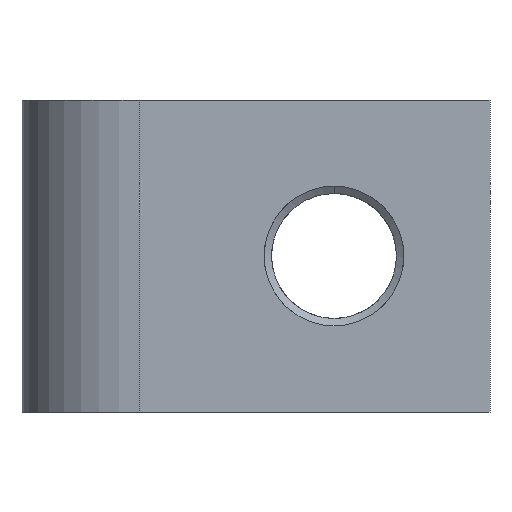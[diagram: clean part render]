
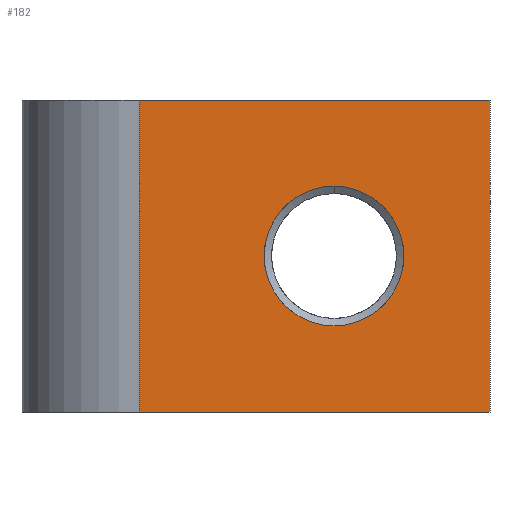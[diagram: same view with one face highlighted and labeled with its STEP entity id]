
A CAD part, front view. The second image highlights one B-rep face of the part: STEP entity #182.
In plain terms, the highlighted planar face has unit normal (0, -1, 0).
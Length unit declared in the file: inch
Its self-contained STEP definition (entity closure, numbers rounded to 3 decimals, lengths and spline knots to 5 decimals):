
#27 = EDGE_CURVE ( 'NONE', #62, #28, #391, .T. ) ;
#28 = VERTEX_POINT ( 'NONE', #387 ) ;
#62 = VERTEX_POINT ( 'NONE', #440 ) ;
#66 = EDGE_CURVE ( 'NONE', #28, #62, #432, .T. ) ;
#89 = VERTEX_POINT ( 'NONE', #514 ) ;
#109 = EDGE_CURVE ( 'NONE', #203, #189, #554, .T. ) ;
#137 = VERTEX_POINT ( 'NONE', #627 ) ;
#182 = ADVANCED_FACE ( 'NONE', ( #692, #672 ), #670, .F. ) ;
#183 = EDGE_LOOP ( 'NONE', ( #184, #185 ) ) ;
#184 = ORIENTED_EDGE ( 'NONE', *, *, #66, .T. ) ;
#185 = ORIENTED_EDGE ( 'NONE', *, *, #27, .T. ) ;
#186 = EDGE_LOOP ( 'NONE', ( #187, #190, #292, #293 ) ) ;
#187 = ORIENTED_EDGE ( 'NONE', *, *, #188, .T. ) ;
#188 = EDGE_CURVE ( 'NONE', #89, #189, #671, .T. ) ;
#189 = VERTEX_POINT ( 'NONE', #651 ) ;
#190 = ORIENTED_EDGE ( 'NONE', *, *, #109, .F. ) ;
#202 = EDGE_CURVE ( 'NONE', #137, #203, #736, .T. ) ;
#203 = VERTEX_POINT ( 'NONE', #734 ) ;
#280 = EDGE_CURVE ( 'NONE', #137, #89, #1007, .T. ) ;
#292 = ORIENTED_EDGE ( 'NONE', *, *, #202, .F. ) ;
#293 = ORIENTED_EDGE ( 'NONE', *, *, #280, .T. ) ;
#387 = CARTESIAN_POINT ( 'NONE',  ( 0.188, -0.062, 0.181 ) ) ;
#388 = DIRECTION ( 'NONE',  ( 0., 0., 1. ) ) ;
#389 = DIRECTION ( 'NONE',  ( 0., 1., 0. ) ) ;
#390 = AXIS2_PLACEMENT_3D ( 'NONE', #410, #389, #388 ) ;
#391 = CIRCLE ( 'NONE', #390, 0.056 ) ;
#410 = CARTESIAN_POINT ( 'NONE',  ( 0.188, -0.062, 0.125 ) ) ;
#428 = DIRECTION ( 'NONE',  ( 0., 0., 1. ) ) ;
#429 = DIRECTION ( 'NONE',  ( 0., 1., 0. ) ) ;
#430 = CARTESIAN_POINT ( 'NONE',  ( 0.188, -0.062, 0.125 ) ) ;
#431 = AXIS2_PLACEMENT_3D ( 'NONE', #430, #429, #428 ) ;
#432 = CIRCLE ( 'NONE', #431, 0.056 ) ;
#440 = CARTESIAN_POINT ( 'NONE',  ( 0.188, -0.062, 0.069 ) ) ;
#514 = CARTESIAN_POINT ( 'NONE',  ( 0.032, -0.062, 0. ) ) ;
#551 = DIRECTION ( 'NONE',  ( 0., 0., -1. ) ) ;
#552 = VECTOR ( 'NONE', #551, 39.37008 ) ;
#553 = CARTESIAN_POINT ( 'NONE',  ( 0.313, -0.062, 0.25 ) ) ;
#554 = LINE ( 'NONE', #553, #552 ) ;
#627 = CARTESIAN_POINT ( 'NONE',  ( 0.032, -0.062, 0.25 ) ) ;
#651 = CARTESIAN_POINT ( 'NONE',  ( 0.313, -0.062, 0. ) ) ;
#652 = DIRECTION ( 'NONE',  ( 1., 0., 0. ) ) ;
#653 = VECTOR ( 'NONE', #652, 39.37008 ) ;
#654 = CARTESIAN_POINT ( 'NONE',  ( 0.032, -0.062, 0. ) ) ;
#655 = DIRECTION ( 'NONE',  ( 0., 0., 1. ) ) ;
#667 = DIRECTION ( 'NONE',  ( 0., 1., 0. ) ) ;
#668 = CARTESIAN_POINT ( 'NONE',  ( 0.032, -0.062, 0.25 ) ) ;
#669 = AXIS2_PLACEMENT_3D ( 'NONE', #668, #667, #655 ) ;
#670 = PLANE ( 'NONE',  #669 ) ;
#671 = LINE ( 'NONE', #654, #653 ) ;
#672 = FACE_OUTER_BOUND ( 'NONE', #186, .T. ) ;
#692 = FACE_BOUND ( 'NONE', #183, .T. ) ;
#730 = CARTESIAN_POINT ( 'NONE',  ( 0.032, -0.062, 0.25 ) ) ;
#731 = VECTOR ( 'NONE', #735, 39.37008 ) ;
#734 = CARTESIAN_POINT ( 'NONE',  ( 0.313, -0.062, 0.25 ) ) ;
#735 = DIRECTION ( 'NONE',  ( 1., 0., 0. ) ) ;
#736 = LINE ( 'NONE', #730, #731 ) ;
#1004 = DIRECTION ( 'NONE',  ( 0., 0., -1. ) ) ;
#1005 = VECTOR ( 'NONE', #1004, 39.37008 ) ;
#1006 = CARTESIAN_POINT ( 'NONE',  ( 0.032, -0.062, 0.25 ) ) ;
#1007 = LINE ( 'NONE', #1006, #1005 ) ;
